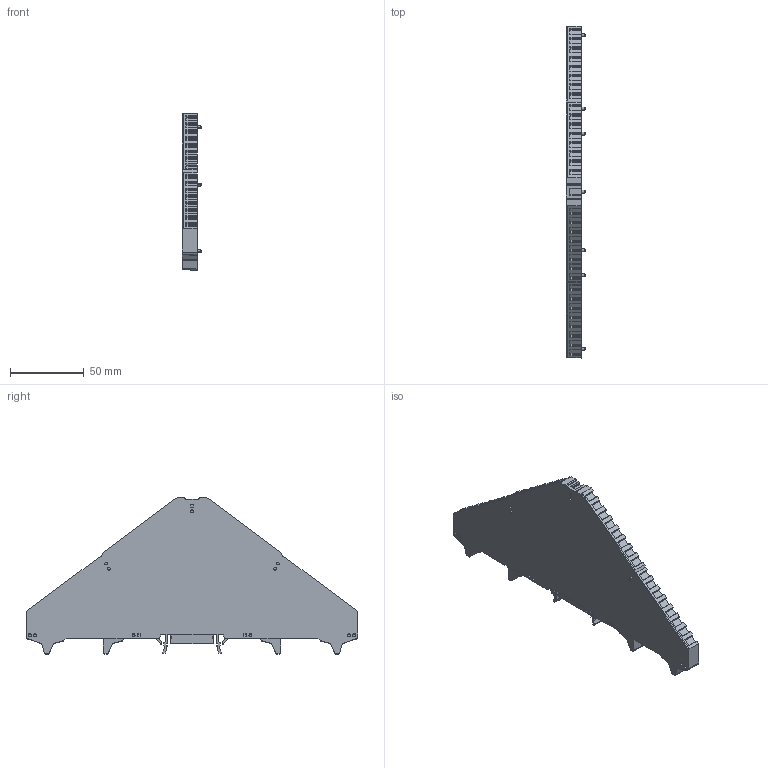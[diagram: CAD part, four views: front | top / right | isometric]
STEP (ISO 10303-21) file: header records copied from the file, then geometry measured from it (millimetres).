
FILE_DESCRIPTION(('CATIA V5R22 STEP214','CAx-IF Rec.Pracs.--- Model Styling and Organization---1.4--- 2014-01-23'),'2;1');
FILE_NAME ('008287-2_0', '2021-06-22T06:11:48+00:00', ('Weidmueller Interface'), ('Weidmueller'), 'CATIA Version 5-6 Release 2016 SP3 HF44', 'CATIA V5 STEP AP214', 'none');
FILE_SCHEMA(('AUTOMOTIVE_DESIGN { 1 0 10303 214 1 1 1 1 }'));
Length unit declared in the file: millimetre
Products named in the file (1): 1173550000
Bounding box: 13.2 x 225 x 105.9 mm (x, y, z)
Volume: 137589.7 mm3; surface area: 37202.8 mm2
Topology: 3 solids, 3 shells, 1221 faces, 3546 edges, 2359 vertices
Faces by surface type: plane 629, cylinder 545, cone 18, extrusion 17, torus 12
Entity records: 39543 total; most frequent: CARTESIAN_POINT 8616, ORIENTED_EDGE 7092, DIRECTION 5302, EDGE_CURVE 3546, VERTEX_POINT 2359, VECTOR 2314, LINE 2297, AXIS2_PLACEMENT_3D 1985
